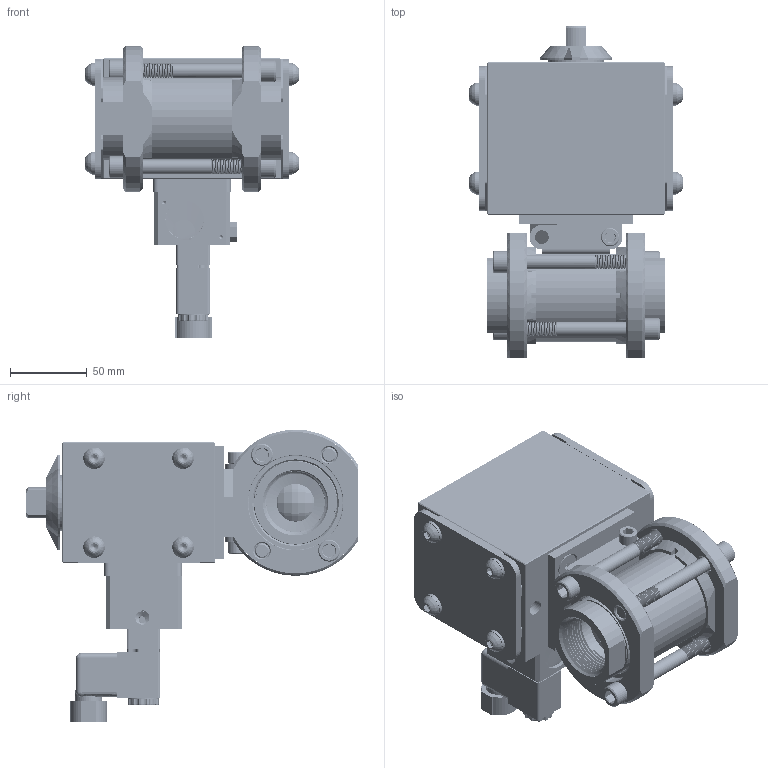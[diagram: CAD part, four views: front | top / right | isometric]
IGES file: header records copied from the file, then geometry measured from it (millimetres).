
Start section: SolidWorks IGES file using analytic representation for surfaces
Global section: file name: 21XXSESA522DGPDC.igs; native system: SolidWorks 2017; preprocessor: SolidWorks 2017; author: ryanm; date: 180315.073619; units: inch
Bounding box: 139.51 x 216.09 x 190.68 mm (x, y, z)
Surface area: 340963.8 mm2 (no closed solid volume)
Topology: 0 solids, 0 shells, 3443 faces, 57656 edges, 57537 vertices
Faces by surface type: revolution 2337, bspline 1106
